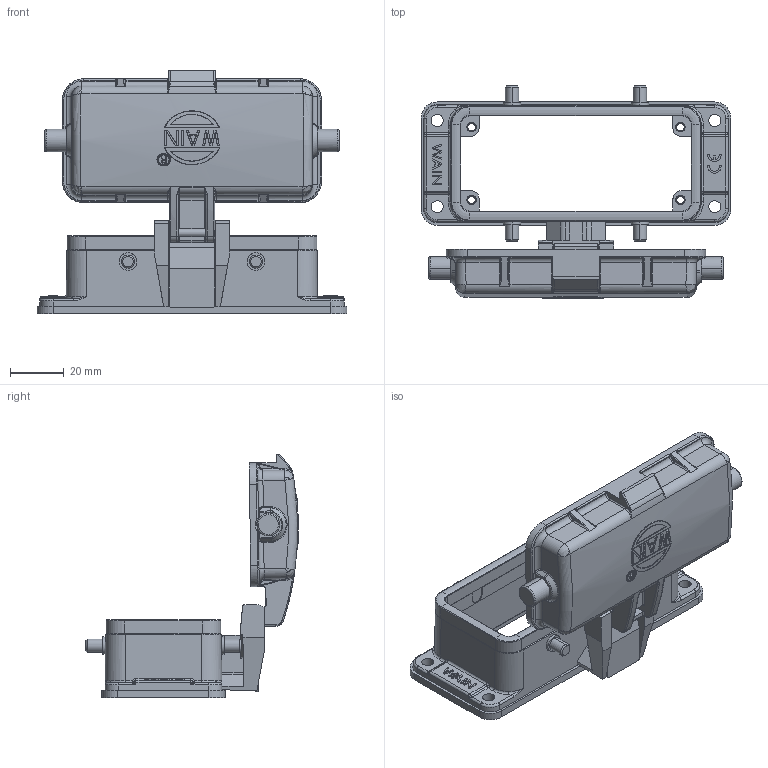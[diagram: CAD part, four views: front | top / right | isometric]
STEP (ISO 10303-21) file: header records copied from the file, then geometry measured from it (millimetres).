
FILE_DESCRIPTION(/* description */ (''),/* implementation_level */ '2;1');
FILE_NAME(/* name */ '3D_1240163701101_HV16B-BK-4B-MCV_V1.1.STP',/* time_stamp */ '2024-01-05T09:33:34+08:00',/* author */ (''),/* organization */ (''),/* preprocessor_version */ 'ST-DEVELOPER v18.1',/* originating_system */ 'SIEMENS PLM Software NX 1980',/* authorisation */ '');
FILE_SCHEMA (('AUTOMOTIVE_DESIGN { 1 0 10303 214 3 1 1 1 }'));
Length unit declared in the file: millimetre
Products named in the file (1): 145932C43606rkop
Bounding box: 115 x 78.93 x 90.28 mm (x, y, z)
Volume: 61673.9 mm3; surface area: 45856.3 mm2
Topology: 7 solids, 7 shells, 1228 faces, 3077 edges, 1878 vertices
Faces by surface type: cylinder 447, plane 401, torus 217, bspline 84, cone 38, sphere 30, extrusion 9, revolution 2
Entity records: 42970 total; most frequent: CARTESIAN_POINT 16286, ORIENTED_EDGE 6134, DIRECTION 4685, EDGE_CURVE 3067, VERTEX_POINT 1878, AXIS2_PLACEMENT_3D 1742, EDGE_LOOP 1295, ADVANCED_FACE 1228
